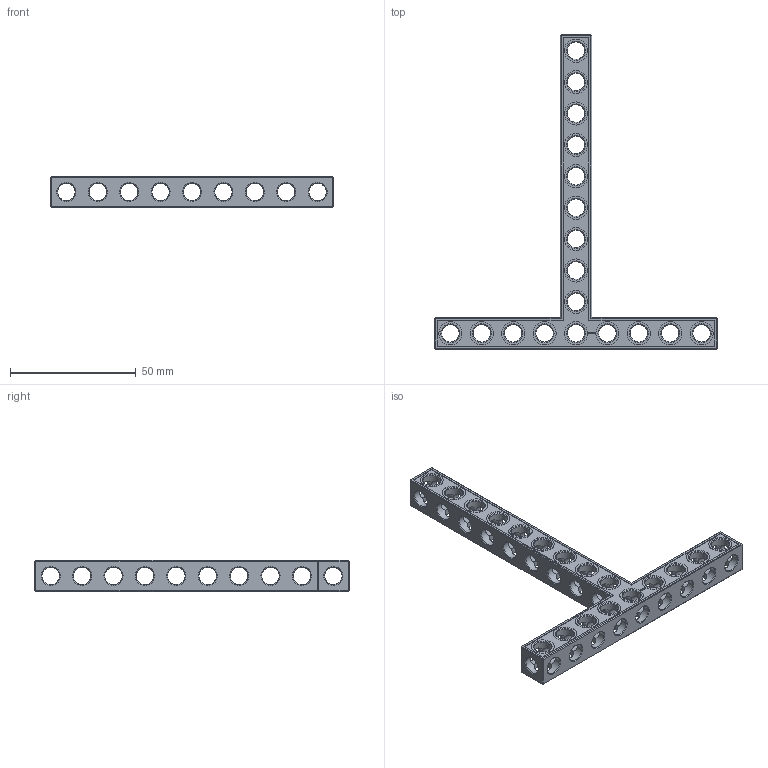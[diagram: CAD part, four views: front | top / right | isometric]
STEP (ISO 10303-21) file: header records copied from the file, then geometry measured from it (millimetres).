
FILE_DESCRIPTION(('FreeCAD Model'),'2;1');
FILE_NAME('Open CASCADE Shape Model','2022-01-27T23:04:52',( 'Paulo Kiefe'),('STEMFIE.org'),'Open CASCADE STEP processor 7.4', 'FreeCAD','Unknown');
FILE_SCHEMA(('AUTOMOTIVE_DESIGN { 1 0 10303 214 1 1 1 1 }'));
Products named in the file (1): Beam_TSH_SYM_ESS_BU09x10x01_-_SPN-BEM-1065_(stemfie.org)
Bounding box: 112.5 x 125 x 12.5 mm (x, y, z)
Volume: 17581.9 mm3; surface area: 15815.7 mm2
Topology: 1 solids, 1 shells, 738 faces, 2211 edges, 1454 vertices
Faces by surface type: plane 393, extrusion 162, cylinder 109, cone 74
Full cylindrical faces by diameter (mm): 6.98 x10, 7 x81, 9.2 x18
Entity records: 79174 total; most frequent: CARTESIAN_POINT 37771, DIRECTION 6659, VECTOR 4557, ORIENTED_EDGE 4422, PCURVE 4422, DEFINITIONAL_REPRESENTATION 4422, LINE 4395, EDGE_CURVE 2211
